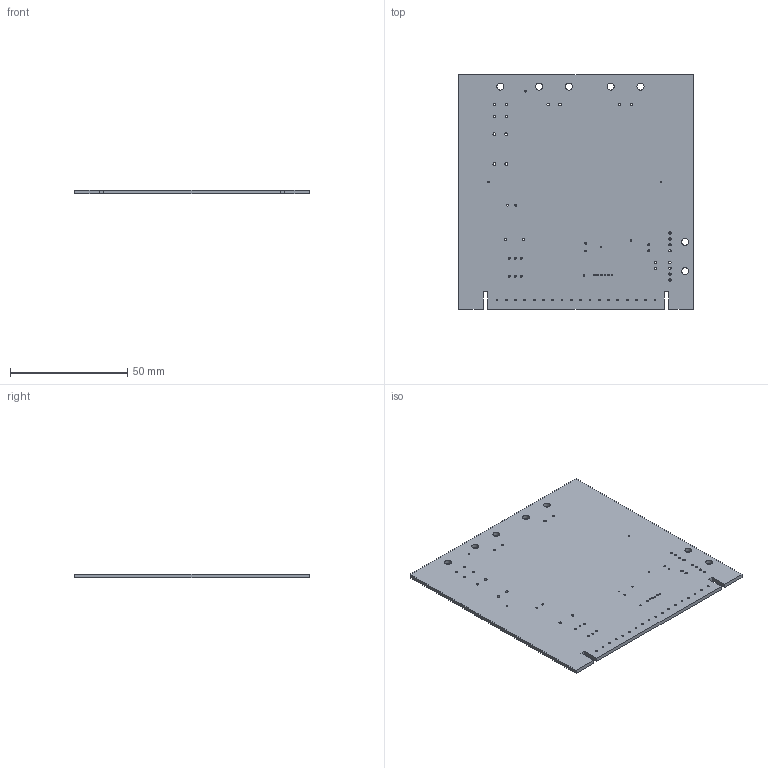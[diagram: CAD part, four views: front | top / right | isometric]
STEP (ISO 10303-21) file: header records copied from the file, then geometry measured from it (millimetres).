
FILE_DESCRIPTION(('FreeCAD Model'),'2;1');
FILE_NAME('3WS_MD1.step','2016-09-24T00:30:47',('Author'),(''), 'Open CASCADE STEP processor 6.8','FreeCAD','Unknown');
FILE_SCHEMA(('AUTOMOTIVE_DESIGN_CC2 { 1 2 10303 214 -1 1 5 4 }'));
Length unit declared in the file: millimetre
Products named in the file (1): Pcb
Bounding box: 100 x 100 x 1.6 mm (x, y, z)
Volume: 15811.9 mm3; surface area: 20837.9 mm2
Topology: 1 solids, 1 shells, 87 faces, 255 edges, 170 vertices
Faces by surface type: cylinder 73, plane 14
Full cylindrical faces by diameter (mm): 0.635 x8, 0.7 x6, 0.762 x24, 0.8 x4, 1 x16, 1.001 x2, 1.016 x2, 1.2 x4, 3 x7
Entity records: 7041 total; most frequent: CARTESIAN_POINT 1899, DIRECTION 941, ORIENTED_EDGE 510, PCURVE 510, DEFINITIONAL_REPRESENTATION 510, LINE 473, VECTOR 473, EDGE_CURVE 255
